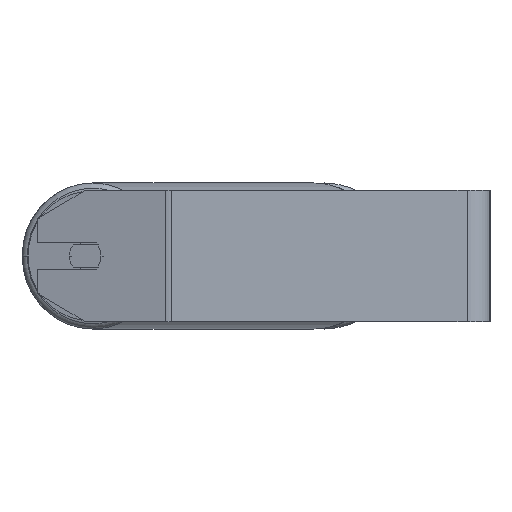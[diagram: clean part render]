
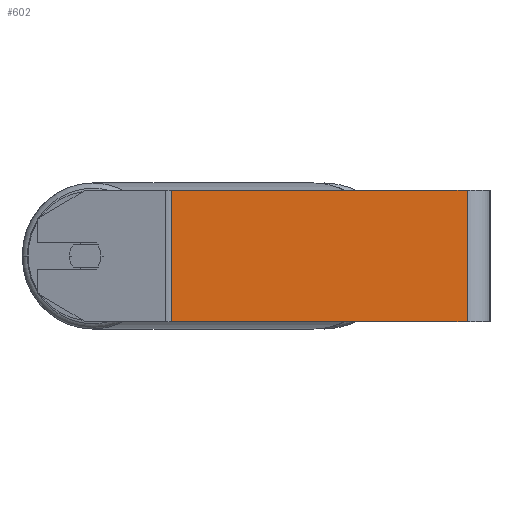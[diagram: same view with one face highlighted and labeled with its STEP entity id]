
A CAD part, left-side view. The second image highlights one B-rep face of the part: STEP entity #602.
In plain terms, the highlighted planar face has unit normal (-1, 0, 0).
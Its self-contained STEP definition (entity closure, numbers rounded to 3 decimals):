
#183 = VERTEX_POINT ( 'NONE', #3516 ) ;
#347 = DIRECTION ( 'NONE',  ( 0., -1., 0. ) ) ;
#602 = ADVANCED_FACE ( 'NONE', ( #8280 ), #5646, .F. ) ;
#671 = CARTESIAN_POINT ( 'NONE',  ( -840., 194.346, 40. ) ) ;
#695 = LINE ( 'NONE', #734, #5172 ) ;
#734 = CARTESIAN_POINT ( 'NONE',  ( -840., 196.19, -40. ) ) ;
#889 = DIRECTION ( 'NONE',  ( 0., 0., -1. ) ) ;
#1296 = CARTESIAN_POINT ( 'NONE',  ( -840., 194.346, 40. ) ) ;
#1334 = LINE ( 'NONE', #671, #5939 ) ;
#2087 = DIRECTION ( 'NONE',  ( 0., 0., -1. ) ) ;
#2116 = LINE ( 'NONE', #4809, #7570 ) ;
#2763 = EDGE_CURVE ( 'NONE', #5382, #183, #4337, .T. ) ;
#2976 = EDGE_CURVE ( 'NONE', #183, #6705, #2116, .T. ) ;
#3516 = CARTESIAN_POINT ( 'NONE',  ( -840., 14., 40. ) ) ;
#3589 = AXIS2_PLACEMENT_3D ( 'NONE', #3677, #8364, #889 ) ;
#3677 = CARTESIAN_POINT ( 'NONE',  ( -840., 196.19, 40. ) ) ;
#4250 = ORIENTED_EDGE ( 'NONE', *, *, #5964, .T. ) ;
#4337 = LINE ( 'NONE', #7031, #8566 ) ;
#4400 = EDGE_CURVE ( 'NONE', #7881, #6705, #695, .T. ) ;
#4407 = ORIENTED_EDGE ( 'NONE', *, *, #2976, .F. ) ;
#4639 = ORIENTED_EDGE ( 'NONE', *, *, #4400, .T. ) ;
#4799 = DIRECTION ( 'NONE',  ( 0., -1., 0. ) ) ;
#4809 = CARTESIAN_POINT ( 'NONE',  ( -840., 14., 40. ) ) ;
#4841 = EDGE_LOOP ( 'NONE', ( #4639, #4407, #6677, #4250 ) ) ;
#5172 = VECTOR ( 'NONE', #4799, 1000. ) ;
#5382 = VERTEX_POINT ( 'NONE', #1296 ) ;
#5460 = CARTESIAN_POINT ( 'NONE',  ( -840., 194.346, -40. ) ) ;
#5486 = CARTESIAN_POINT ( 'NONE',  ( -840., 14., -40. ) ) ;
#5646 = PLANE ( 'NONE',  #3589 ) ;
#5939 = VECTOR ( 'NONE', #2087, 1000. ) ;
#5964 = EDGE_CURVE ( 'NONE', #5382, #7881, #1334, .T. ) ;
#6677 = ORIENTED_EDGE ( 'NONE', *, *, #2763, .F. ) ;
#6705 = VERTEX_POINT ( 'NONE', #5486 ) ;
#7031 = CARTESIAN_POINT ( 'NONE',  ( -840., 196.19, 40. ) ) ;
#7475 = DIRECTION ( 'NONE',  ( 0., 0., -1. ) ) ;
#7570 = VECTOR ( 'NONE', #7475, 1000. ) ;
#7881 = VERTEX_POINT ( 'NONE', #5460 ) ;
#8280 = FACE_OUTER_BOUND ( 'NONE', #4841, .T. ) ;
#8364 = DIRECTION ( 'NONE',  ( 1., 0., 0. ) ) ;
#8566 = VECTOR ( 'NONE', #347, 1000. ) ;
